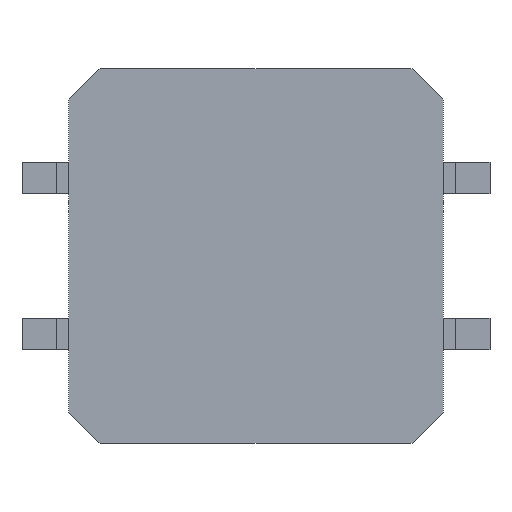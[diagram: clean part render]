
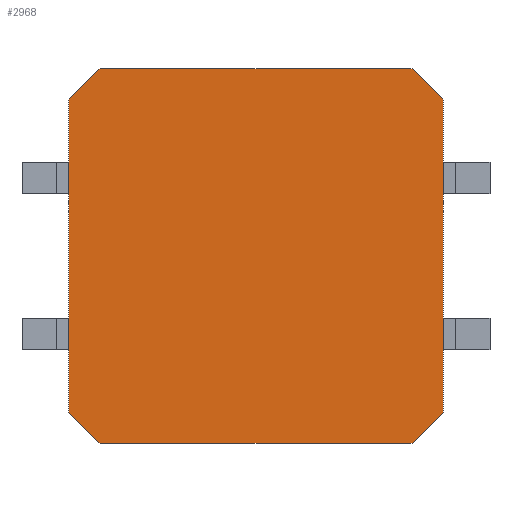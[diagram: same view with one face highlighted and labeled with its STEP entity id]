
A CAD part, front view. The second image highlights one B-rep face of the part: STEP entity #2968.
In plain terms, the highlighted planar face has unit normal (0, -1, 0).
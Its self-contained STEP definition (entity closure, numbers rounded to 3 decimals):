
#71 = CARTESIAN_POINT ( 'NONE',  ( -5., 0.1, 6. ) ) ;
#91 = EDGE_CURVE ( 'NONE', #1383, #3528, #1799, .T. ) ;
#135 = CARTESIAN_POINT ( 'NONE',  ( 5., 0.1, 6. ) ) ;
#259 = LINE ( 'NONE', #260, #261 ) ;
#260 = CARTESIAN_POINT ( 'NONE',  ( 6., 0.1, 5. ) ) ;
#261 = VECTOR ( 'NONE', #262, 1000. ) ;
#262 = DIRECTION ( 'NONE',  ( -0.707, 0., 0.707 ) ) ;
#272 = EDGE_LOOP ( 'NONE', ( #1688, #1650, #1705, #1738, #2891, #1795, #1704, #1729 ) ) ;
#281 = CARTESIAN_POINT ( 'NONE',  ( 5., 0.1, -6. ) ) ;
#701 = LINE ( 'NONE', #702, #704 ) ;
#702 = CARTESIAN_POINT ( 'NONE',  ( 6., 0.1, -6. ) ) ;
#704 = VECTOR ( 'NONE', #705, 1000. ) ;
#705 = DIRECTION ( 'NONE',  ( 0., 0., -1. ) ) ;
#706 = LINE ( 'NONE', #707, #708 ) ;
#707 = CARTESIAN_POINT ( 'NONE',  ( -6., 0.1, -5. ) ) ;
#708 = VECTOR ( 'NONE', #709, 1000. ) ;
#709 = DIRECTION ( 'NONE',  ( 0.707, 0., -0.707 ) ) ;
#749 = LINE ( 'NONE', #750, #751 ) ;
#750 = CARTESIAN_POINT ( 'NONE',  ( 5., 0.1, -6. ) ) ;
#751 = VECTOR ( 'NONE', #752, 1000. ) ;
#752 = DIRECTION ( 'NONE',  ( 0.707, 0., 0.707 ) ) ;
#1370 = VERTEX_POINT ( 'NONE', #3306 ) ;
#1383 = VERTEX_POINT ( 'NONE', #71 ) ;
#1480 = EDGE_CURVE ( 'NONE', #3594, #1501, #2239, .T. ) ;
#1498 = VERTEX_POINT ( 'NONE', #2395 ) ;
#1501 = VERTEX_POINT ( 'NONE', #2429 ) ;
#1633 = EDGE_CURVE ( 'NONE', #1383, #1657, #3302, .T. ) ;
#1650 = ORIENTED_EDGE ( 'NONE', *, *, #1676, .T. ) ;
#1657 = VERTEX_POINT ( 'NONE', #135 ) ;
#1676 = EDGE_CURVE ( 'NONE', #1370, #1657, #259, .T. ) ;
#1688 = ORIENTED_EDGE ( 'NONE', *, *, #2075, .F. ) ;
#1704 = ORIENTED_EDGE ( 'NONE', *, *, #1480, .F. ) ;
#1705 = ORIENTED_EDGE ( 'NONE', *, *, #1633, .F. ) ;
#1729 = ORIENTED_EDGE ( 'NONE', *, *, #2181, .T. ) ;
#1738 = ORIENTED_EDGE ( 'NONE', *, *, #91, .T. ) ;
#1795 = ORIENTED_EDGE ( 'NONE', *, *, #2076, .T. ) ;
#1799 = LINE ( 'NONE', #1800, #1801 ) ;
#1800 = CARTESIAN_POINT ( 'NONE',  ( -5., 0.1, 6. ) ) ;
#1801 = VECTOR ( 'NONE', #1802, 1000. ) ;
#1802 = DIRECTION ( 'NONE',  ( -0.707, 0., -0.707 ) ) ;
#2075 = EDGE_CURVE ( 'NONE', #1370, #1498, #701, .T. ) ;
#2076 = EDGE_CURVE ( 'NONE', #3511, #1501, #706, .T. ) ;
#2181 = EDGE_CURVE ( 'NONE', #3594, #1498, #749, .T. ) ;
#2239 = LINE ( 'NONE', #2240, #2241 ) ;
#2240 = CARTESIAN_POINT ( 'NONE',  ( -6., 0.1, -6. ) ) ;
#2241 = VECTOR ( 'NONE', #2242, 1000. ) ;
#2242 = DIRECTION ( 'NONE',  ( -1., 0., 0. ) ) ;
#2321 = LINE ( 'NONE', #2322, #2323 ) ;
#2322 = CARTESIAN_POINT ( 'NONE',  ( -6., 0.1, -6. ) ) ;
#2323 = VECTOR ( 'NONE', #2324, 1000. ) ;
#2324 = DIRECTION ( 'NONE',  ( 0., 0., 1. ) ) ;
#2395 = CARTESIAN_POINT ( 'NONE',  ( 6., 0.1, -5. ) ) ;
#2429 = CARTESIAN_POINT ( 'NONE',  ( -5., 0.1, -6. ) ) ;
#2465 = CARTESIAN_POINT ( 'NONE',  ( -6., 0.1, -5. ) ) ;
#2604 = CARTESIAN_POINT ( 'NONE',  ( -6., 0.1, 5. ) ) ;
#2891 = ORIENTED_EDGE ( 'NONE', *, *, #3503, .F. ) ;
#2968 = ADVANCED_FACE ( 'NONE', ( #3091 ), #3092, .F. ) ;
#3091 = FACE_OUTER_BOUND ( 'NONE', #272, .T. ) ;
#3092 = PLANE ( 'NONE',  #3093 ) ;
#3093 = AXIS2_PLACEMENT_3D ( 'NONE', #3094, #3095, #3096 ) ;
#3094 = CARTESIAN_POINT ( 'NONE',  ( -6., 0.1, -6. ) ) ;
#3095 = DIRECTION ( 'NONE',  ( 0., 1., 0. ) ) ;
#3096 = DIRECTION ( 'NONE',  ( 0., 0., 1. ) ) ;
#3302 = LINE ( 'NONE', #3303, #3304 ) ;
#3303 = CARTESIAN_POINT ( 'NONE',  ( -6., 0.1, 6. ) ) ;
#3304 = VECTOR ( 'NONE', #3305, 1000. ) ;
#3305 = DIRECTION ( 'NONE',  ( 1., 0., 0. ) ) ;
#3306 = CARTESIAN_POINT ( 'NONE',  ( 6., 0.1, 5. ) ) ;
#3503 = EDGE_CURVE ( 'NONE', #3511, #3528, #2321, .T. ) ;
#3511 = VERTEX_POINT ( 'NONE', #2465 ) ;
#3528 = VERTEX_POINT ( 'NONE', #2604 ) ;
#3594 = VERTEX_POINT ( 'NONE', #281 ) ;
